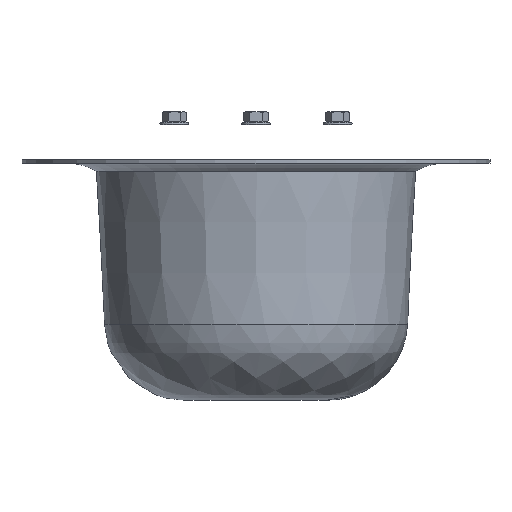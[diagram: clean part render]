
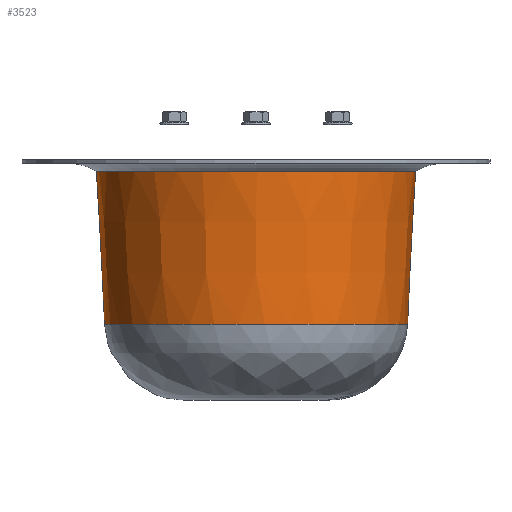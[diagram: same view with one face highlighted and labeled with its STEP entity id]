
A CAD part, left-side view. The second image highlights one B-rep face of the part: STEP entity #3523.
In plain terms, the highlighted conical face has half-angle 3 degrees and reference radius 970.954 mm.
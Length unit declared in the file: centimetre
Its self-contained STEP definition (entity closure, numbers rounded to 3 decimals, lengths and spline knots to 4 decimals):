
#56=B_SPLINE_CURVE_WITH_KNOTS('',3,(#6508,#6509,#6510,#6511,#6512,#6513),
 .UNSPECIFIED.,.F.,.F.,(4,1,1,4),(0.,9.6999,16.1664,22.633),
 .UNSPECIFIED.);
#59=B_SPLINE_CURVE_WITH_KNOTS('',3,(#6546,#6547,#6548,#6549),
 .UNSPECIFIED.,.F.,.F.,(4,4),(0.,73.7206),
 .UNSPECIFIED.);
#60=B_SPLINE_CURVE_WITH_KNOTS('',3,(#6553,#6554,#6555,#6556,#6557,#6558,
#6559),.UNSPECIFIED.,.F.,.F.,(4,1,1,1,4),(0.,4.8499,9.6999,
16.1664,22.633),.UNSPECIFIED.);
#61=B_SPLINE_CURVE_WITH_KNOTS('',3,(#6561,#6562,#6563,#6564),
 .UNSPECIFIED.,.F.,.F.,(4,4),(15.0545,88.7751),
 .UNSPECIFIED.);
#260=CONICAL_SURFACE('',#3918,97.0954,0.052);
#534=FACE_OUTER_BOUND('',#787,.T.);
#787=EDGE_LOOP('',(#2815,#2816,#2817,#2818,#2819,#2820,#2821,#2822));
#1374=CIRCLE('',#3915,94.5907);
#1377=CIRCLE('',#3919,94.5907);
#1378=CIRCLE('',#3920,99.6);
#1379=CIRCLE('',#3921,99.6);
#1628=VERTEX_POINT('',#6077);
#1630=VERTEX_POINT('',#6081);
#1631=VERTEX_POINT('',#6374);
#1633=VERTEX_POINT('',#6499);
#1635=VERTEX_POINT('',#6534);
#1637=VERTEX_POINT('',#6552);
#1638=VERTEX_POINT('',#6560);
#1639=VERTEX_POINT('',#6565);
#2045=EDGE_CURVE('',#1630,#1628,#1374,.T.);
#2051=EDGE_CURVE('',#1631,#1633,#56,.T.);
#2054=EDGE_CURVE('',#1633,#1635,#59,.T.);
#2055=EDGE_CURVE('',#1628,#1631,#1377,.T.);
#2056=EDGE_CURVE('',#1637,#1630,#60,.T.);
#2057=EDGE_CURVE('',#1638,#1637,#61,.T.);
#2058=EDGE_CURVE('',#1638,#1639,#1378,.T.);
#2059=EDGE_CURVE('',#1639,#1635,#1379,.T.);
#2815=ORIENTED_EDGE('',*,*,#2054,.F.);
#2816=ORIENTED_EDGE('',*,*,#2051,.F.);
#2817=ORIENTED_EDGE('',*,*,#2055,.F.);
#2818=ORIENTED_EDGE('',*,*,#2045,.F.);
#2819=ORIENTED_EDGE('',*,*,#2056,.F.);
#2820=ORIENTED_EDGE('',*,*,#2057,.F.);
#2821=ORIENTED_EDGE('',*,*,#2058,.T.);
#2822=ORIENTED_EDGE('',*,*,#2059,.T.);
#3523=ADVANCED_FACE('',(#534),#260,.T.);
#3915=AXIS2_PLACEMENT_3D('',#6115,#4757,#4758);
#3918=AXIS2_PLACEMENT_3D('',#6550,#4763,#4764);
#3919=AXIS2_PLACEMENT_3D('',#6551,#4765,#4766);
#3920=AXIS2_PLACEMENT_3D('',#6566,#4767,#4768);
#3921=AXIS2_PLACEMENT_3D('',#6567,#4769,#4770);
#4757=DIRECTION('center_axis',(0.,0.,-1.));
#4758=DIRECTION('ref_axis',(1.,0.,0.));
#4763=DIRECTION('center_axis',(0.,0.,1.));
#4764=DIRECTION('ref_axis',(-1.,0.,0.));
#4765=DIRECTION('center_axis',(0.,0.,-1.));
#4766=DIRECTION('ref_axis',(1.,0.,0.));
#4767=DIRECTION('center_axis',(0.,0.,-1.));
#4768=DIRECTION('ref_axis',(1.,0.,0.));
#4769=DIRECTION('center_axis',(0.,0.,-1.));
#4770=DIRECTION('ref_axis',(1.,0.,0.));
#6077=CARTESIAN_POINT('',(1042.179,259.5795,-43.6306));
#6081=CARTESIAN_POINT('',(1105.1342,283.5724,-43.6306));
#6115=CARTESIAN_POINT('Origin',(1042.179,354.1702,-43.6306));
#6374=CARTESIAN_POINT('',(1105.1342,424.768,-43.6306));
#6499=CARTESIAN_POINT('',(1102.685,428.3693,-21.6666));
#6508=CARTESIAN_POINT('Ctrl Pts',(1105.1342,424.768,-43.6306));
#6509=CARTESIAN_POINT('Ctrl Pts',(1104.3848,425.645,-40.6586));
#6510=CARTESIAN_POINT('Ctrl Pts',(1103.3617,426.8706,-35.5468));
#6511=CARTESIAN_POINT('Ctrl Pts',(1102.648,427.9634,-28.1249));
#6512=CARTESIAN_POINT('Ctrl Pts',(1102.6093,428.2855,-23.8192));
#6513=CARTESIAN_POINT('Ctrl Pts',(1102.685,428.3693,-21.6666));
#6534=CARTESIAN_POINT('',(1105.2751,431.2354,51.9527));
#6546=CARTESIAN_POINT('Ctrl Pts',(1102.685,428.3693,-21.6666));
#6547=CARTESIAN_POINT('Ctrl Pts',(1103.5483,429.3248,2.8732));
#6548=CARTESIAN_POINT('Ctrl Pts',(1104.4117,430.2802,27.4129));
#6549=CARTESIAN_POINT('Ctrl Pts',(1105.2751,431.2354,51.9527));
#6550=CARTESIAN_POINT('Origin',(1042.179,354.1702,4.161));
#6551=CARTESIAN_POINT('Origin',(1042.179,354.1702,-43.6306));
#6552=CARTESIAN_POINT('',(1102.685,279.971,-21.6666));
#6553=CARTESIAN_POINT('Ctrl Pts',(1102.685,279.971,-21.6666));
#6554=CARTESIAN_POINT('Ctrl Pts',(1102.6282,280.0339,-23.281));
#6555=CARTESIAN_POINT('Ctrl Pts',(1102.6213,280.2464,-26.5104));
#6556=CARTESIAN_POINT('Ctrl Pts',(1102.96,280.8861,-31.847));
#6557=CARTESIAN_POINT('Ctrl Pts',(1103.7554,281.9442,-37.6034));
#6558=CARTESIAN_POINT('Ctrl Pts',(1104.6346,282.9877,-41.6493));
#6559=CARTESIAN_POINT('Ctrl Pts',(1105.1342,283.5724,-43.6306));
#6560=CARTESIAN_POINT('',(1105.2751,277.1049,51.9527));
#6561=CARTESIAN_POINT('Ctrl Pts',(1105.2751,277.1049,51.9527));
#6562=CARTESIAN_POINT('Ctrl Pts',(1104.4117,278.0601,27.4129));
#6563=CARTESIAN_POINT('Ctrl Pts',(1103.5483,279.0155,2.8732));
#6564=CARTESIAN_POINT('Ctrl Pts',(1102.685,279.971,-21.6666));
#6565=CARTESIAN_POINT('',(1042.179,254.5701,51.9527));
#6566=CARTESIAN_POINT('Origin',(1042.179,354.1702,51.9527));
#6567=CARTESIAN_POINT('Origin',(1042.179,354.1702,51.9527));
